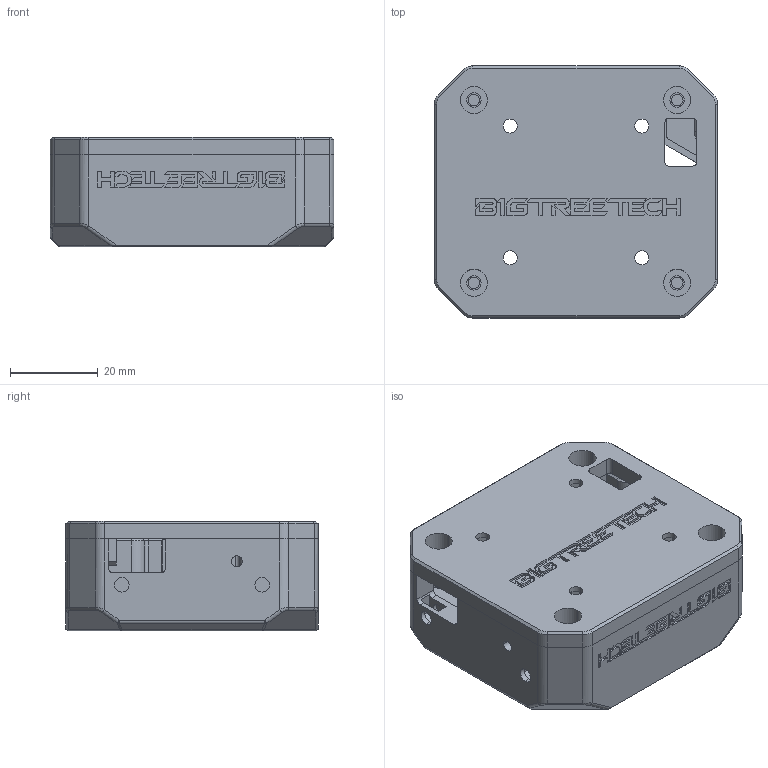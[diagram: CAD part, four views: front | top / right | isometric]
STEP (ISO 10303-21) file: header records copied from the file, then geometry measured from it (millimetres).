
FILE_DESCRIPTION (( 'STEP AP214' ), '1' );
FILE_NAME ('Case with mounting holes.STEP', '2024-02-27T03:47:22', ( 'Windows User' ), ( 'P R C' ), 'SwSTEP 2.0', 'SolidWorks 2023', '' );
FILE_SCHEMA (( 'AUTOMOTIVE_DESIGN' ));
Length unit declared in the file: millimetre
Products named in the file (1): Case with mounting holes
Bounding box: 64.55 x 57.42 x 25 mm (x, y, z)
Volume: 33297.8 mm3; surface area: 21820 mm2
Topology: 2 solids, 2 shells, 870 faces, 2357 edges, 1515 vertices
Faces by surface type: plane 567, cylinder 163, bspline 80, cone 52, sphere 8
Entity records: 29289 total; most frequent: CARTESIAN_POINT 7771, ORIENTED_EDGE 4690, DIRECTION 4071, EDGE_CURVE 2345, VECTOR 1813, LINE 1813, VERTEX_POINT 1515, AXIS2_PLACEMENT_3D 1129
